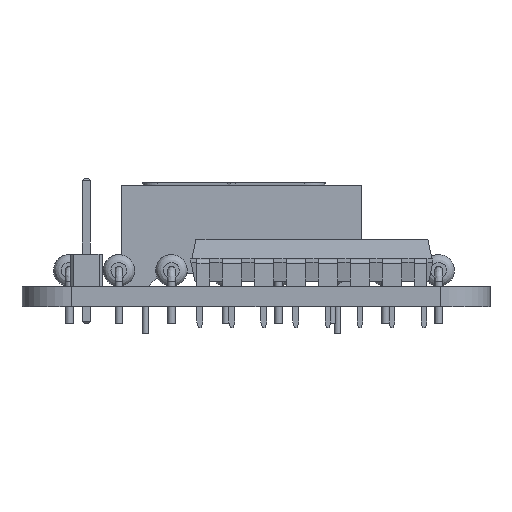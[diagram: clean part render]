
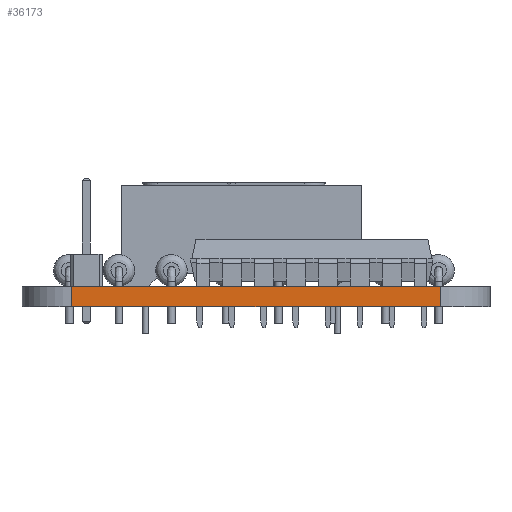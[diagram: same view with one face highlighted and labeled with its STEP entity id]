
A CAD part, left-side view. The second image highlights one B-rep face of the part: STEP entity #36173.
In plain terms, the highlighted planar face has unit normal (-1, 0, 0).
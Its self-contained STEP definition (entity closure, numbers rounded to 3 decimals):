
#32500 = PLANE('',#32501);
#32501 = AXIS2_PLACEMENT_3D('',#32502,#32503,#32504);
#32502 = CARTESIAN_POINT('',(146.119,-94.741,1.6));
#32503 = DIRECTION('',(-0.,-0.,-1.));
#32504 = DIRECTION('',(-1.,0.,0.));
#32554 = PLANE('',#32555);
#32555 = AXIS2_PLACEMENT_3D('',#32556,#32557,#32558);
#32556 = CARTESIAN_POINT('',(146.119,-94.741,0.));
#32557 = DIRECTION('',(-0.,-0.,-1.));
#32558 = DIRECTION('',(-1.,0.,0.));
#32767 = VERTEX_POINT('',#32768);
#32768 = CARTESIAN_POINT('',(120.65,-109.347,0.));
#32787 = CYLINDRICAL_SURFACE('',#32788,3.937);
#32788 = AXIS2_PLACEMENT_3D('',#32789,#32790,#32791);
#32789 = CARTESIAN_POINT('',(124.587,-109.347,0.));
#32790 = DIRECTION('',(-0.,-0.,-1.));
#32791 = DIRECTION('',(1.,0.,-0.));
#32799 = EDGE_CURVE('',#32767,#32800,#32802,.T.);
#32800 = VERTEX_POINT('',#32801);
#32801 = CARTESIAN_POINT('',(120.64,-80.137,0.));
#32802 = SURFACE_CURVE('',#32803,(#32807,#32814),.PCURVE_S1.);
#32803 = LINE('',#32804,#32805);
#32804 = CARTESIAN_POINT('',(120.65,-109.347,0.));
#32805 = VECTOR('',#32806,1.);
#32806 = DIRECTION('',(0.,1.,0.));
#32807 = PCURVE('',#32554,#32808);
#32808 = DEFINITIONAL_REPRESENTATION('',(#32809),#32813);
#32809 = LINE('',#32810,#32811);
#32810 = CARTESIAN_POINT('',(25.469,-14.606));
#32811 = VECTOR('',#32812,1.);
#32812 = DIRECTION('',(0.,1.));
#32813 = ( GEOMETRIC_REPRESENTATION_CONTEXT(2) 
PARAMETRIC_REPRESENTATION_CONTEXT() REPRESENTATION_CONTEXT('2D SPACE',''
  ) );
#32814 = PCURVE('',#32815,#32820);
#32815 = PLANE('',#32816);
#32816 = AXIS2_PLACEMENT_3D('',#32817,#32818,#32819);
#32817 = CARTESIAN_POINT('',(120.65,-109.347,0.));
#32818 = DIRECTION('',(-1.,0.,0.));
#32819 = DIRECTION('',(0.,1.,0.));
#32820 = DEFINITIONAL_REPRESENTATION('',(#32821),#32825);
#32821 = LINE('',#32822,#32823);
#32822 = CARTESIAN_POINT('',(0.,0.));
#32823 = VECTOR('',#32824,1.);
#32824 = DIRECTION('',(1.,0.));
#32825 = ( GEOMETRIC_REPRESENTATION_CONTEXT(2) 
PARAMETRIC_REPRESENTATION_CONTEXT() REPRESENTATION_CONTEXT('2D SPACE',''
  ) );
#32848 = CYLINDRICAL_SURFACE('',#32849,3.937);
#32849 = AXIS2_PLACEMENT_3D('',#32850,#32851,#32852);
#32850 = CARTESIAN_POINT('',(124.577,-80.137,0.));
#32851 = DIRECTION('',(-0.,-0.,-1.));
#32852 = DIRECTION('',(1.,0.,-0.));
#34556 = VERTEX_POINT('',#34557);
#34557 = CARTESIAN_POINT('',(120.65,-109.347,1.6));
#34583 = EDGE_CURVE('',#34556,#34584,#34586,.T.);
#34584 = VERTEX_POINT('',#34585);
#34585 = CARTESIAN_POINT('',(120.64,-80.137,1.6));
#34586 = SURFACE_CURVE('',#34587,(#34591,#34598),.PCURVE_S1.);
#34587 = LINE('',#34588,#34589);
#34588 = CARTESIAN_POINT('',(120.65,-109.347,1.6));
#34589 = VECTOR('',#34590,1.);
#34590 = DIRECTION('',(0.,1.,0.));
#34591 = PCURVE('',#32500,#34592);
#34592 = DEFINITIONAL_REPRESENTATION('',(#34593),#34597);
#34593 = LINE('',#34594,#34595);
#34594 = CARTESIAN_POINT('',(25.469,-14.606));
#34595 = VECTOR('',#34596,1.);
#34596 = DIRECTION('',(0.,1.));
#34597 = ( GEOMETRIC_REPRESENTATION_CONTEXT(2) 
PARAMETRIC_REPRESENTATION_CONTEXT() REPRESENTATION_CONTEXT('2D SPACE',''
  ) );
#34598 = PCURVE('',#32815,#34599);
#34599 = DEFINITIONAL_REPRESENTATION('',(#34600),#34604);
#34600 = LINE('',#34601,#34602);
#34601 = CARTESIAN_POINT('',(0.,-1.6));
#34602 = VECTOR('',#34603,1.);
#34603 = DIRECTION('',(1.,0.));
#34604 = ( GEOMETRIC_REPRESENTATION_CONTEXT(2) 
PARAMETRIC_REPRESENTATION_CONTEXT() REPRESENTATION_CONTEXT('2D SPACE',''
  ) );
#36125 = EDGE_CURVE('',#32800,#34584,#36126,.T.);
#36126 = SURFACE_CURVE('',#36127,(#36131,#36138),.PCURVE_S1.);
#36127 = LINE('',#36128,#36129);
#36128 = CARTESIAN_POINT('',(120.64,-80.137,0.));
#36129 = VECTOR('',#36130,1.);
#36130 = DIRECTION('',(0.,0.,1.));
#36131 = PCURVE('',#32848,#36132);
#36132 = DEFINITIONAL_REPRESENTATION('',(#36133),#36137);
#36133 = LINE('',#36134,#36135);
#36134 = CARTESIAN_POINT('',(-3.142,0.));
#36135 = VECTOR('',#36136,1.);
#36136 = DIRECTION('',(-0.,-1.));
#36137 = ( GEOMETRIC_REPRESENTATION_CONTEXT(2) 
PARAMETRIC_REPRESENTATION_CONTEXT() REPRESENTATION_CONTEXT('2D SPACE',''
  ) );
#36138 = PCURVE('',#32815,#36139);
#36139 = DEFINITIONAL_REPRESENTATION('',(#36140),#36144);
#36140 = LINE('',#36141,#36142);
#36141 = CARTESIAN_POINT('',(29.21,0.));
#36142 = VECTOR('',#36143,1.);
#36143 = DIRECTION('',(0.,-1.));
#36144 = ( GEOMETRIC_REPRESENTATION_CONTEXT(2) 
PARAMETRIC_REPRESENTATION_CONTEXT() REPRESENTATION_CONTEXT('2D SPACE',''
  ) );
#36150 = EDGE_CURVE('',#32767,#34556,#36151,.T.);
#36151 = SURFACE_CURVE('',#36152,(#36156,#36163),.PCURVE_S1.);
#36152 = LINE('',#36153,#36154);
#36153 = CARTESIAN_POINT('',(120.65,-109.347,0.));
#36154 = VECTOR('',#36155,1.);
#36155 = DIRECTION('',(0.,0.,1.));
#36156 = PCURVE('',#32787,#36157);
#36157 = DEFINITIONAL_REPRESENTATION('',(#36158),#36162);
#36158 = LINE('',#36159,#36160);
#36159 = CARTESIAN_POINT('',(-3.142,0.));
#36160 = VECTOR('',#36161,1.);
#36161 = DIRECTION('',(-0.,-1.));
#36162 = ( GEOMETRIC_REPRESENTATION_CONTEXT(2) 
PARAMETRIC_REPRESENTATION_CONTEXT() REPRESENTATION_CONTEXT('2D SPACE',''
  ) );
#36163 = PCURVE('',#32815,#36164);
#36164 = DEFINITIONAL_REPRESENTATION('',(#36165),#36169);
#36165 = LINE('',#36166,#36167);
#36166 = CARTESIAN_POINT('',(0.,0.));
#36167 = VECTOR('',#36168,1.);
#36168 = DIRECTION('',(0.,-1.));
#36169 = ( GEOMETRIC_REPRESENTATION_CONTEXT(2) 
PARAMETRIC_REPRESENTATION_CONTEXT() REPRESENTATION_CONTEXT('2D SPACE',''
  ) );
#36173 = ADVANCED_FACE('',(#36174),#32815,.T.);
#36174 = FACE_BOUND('',#36175,.T.);
#36175 = EDGE_LOOP('',(#36176,#36177,#36178,#36179));
#36176 = ORIENTED_EDGE('',*,*,#36150,.T.);
#36177 = ORIENTED_EDGE('',*,*,#34583,.T.);
#36178 = ORIENTED_EDGE('',*,*,#36125,.F.);
#36179 = ORIENTED_EDGE('',*,*,#32799,.F.);
